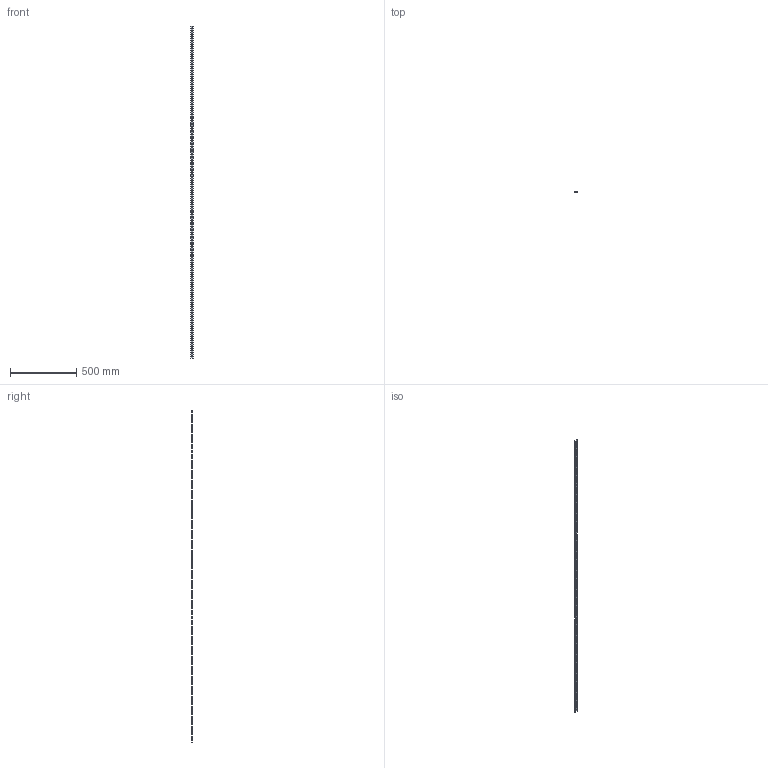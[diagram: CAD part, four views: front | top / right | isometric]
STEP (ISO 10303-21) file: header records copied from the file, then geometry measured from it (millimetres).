
FILE_DESCRIPTION (( 'STEP AP203' ), '1' );
FILE_NAME ('CLM50D-POP-20-25-2-BS Ïîëîñà ïåðôîðèðîâàííàÿ 20õ2500-2,0 BS IEK.STEP', '2023-03-21T11:03:55', ( '' ), ( '' ), 'SwSTEP 2.0', 'SolidWorks 2022', '' );
FILE_SCHEMA (( 'CONFIG_CONTROL_DESIGN' ));
Length unit declared in the file: millimetre
Products named in the file (1): CLM50D-POP-20-25-2-BS Полоса перфорированная 20х2500-2,0 BS IEK
Bounding box: 20 x 2 x 2500 mm (x, y, z)
Volume: 74362.1 mm3; surface area: 93944.3 mm2
Topology: 1 solids, 1 shells, 501 faces, 1497 edges, 998 vertices
Faces by surface type: cylinder 297, plane 204
Entity records: 17558 total; most frequent: DIRECTION 3095, CARTESIAN_POINT 2997, ORIENTED_EDGE 2994, EDGE_CURVE 1497, AXIS2_PLACEMENT_3D 1096, VERTEX_POINT 998, VECTOR 903, LINE 903
